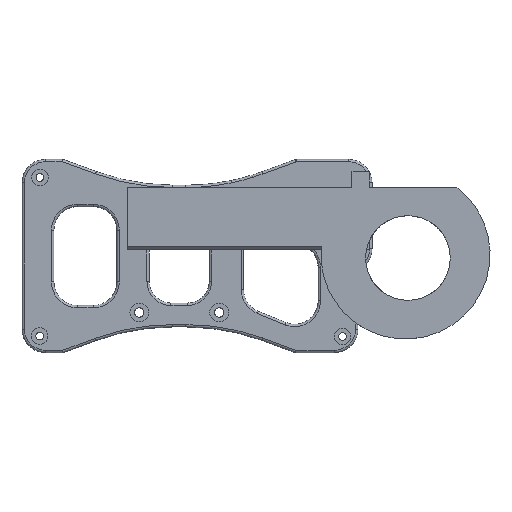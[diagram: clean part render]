
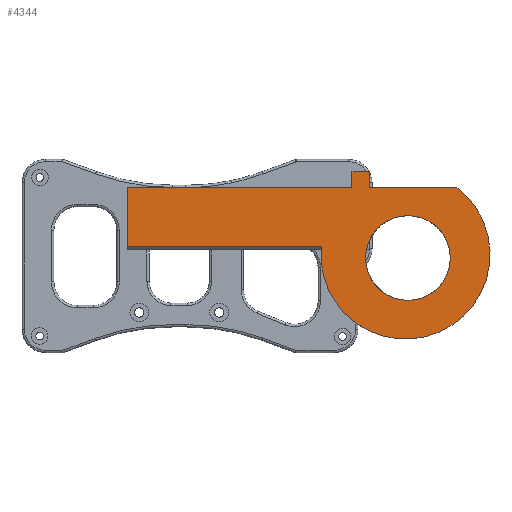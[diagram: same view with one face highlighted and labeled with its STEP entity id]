
A CAD part, top view. The second image highlights one B-rep face of the part: STEP entity #4344.
In plain terms, the highlighted planar face has unit normal (0, 0, 1).
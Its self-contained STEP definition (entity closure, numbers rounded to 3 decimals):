
#341=LINE('',#7439,#684);
#372=LINE('',#7501,#715);
#380=LINE('',#7516,#723);
#386=LINE('',#7539,#729);
#394=LINE('',#7568,#737);
#400=LINE('',#7578,#743);
#401=LINE('',#7579,#744);
#684=VECTOR('',#6138,10.);
#715=VECTOR('',#6189,10.);
#723=VECTOR('',#6201,10.);
#729=VECTOR('',#6229,10.);
#737=VECTOR('',#6261,10.);
#743=VECTOR('',#6269,10.);
#744=VECTOR('',#6270,10.);
#930=FACE_BOUND('',#1482,.T.);
#1173=FACE_OUTER_BOUND('',#1481,.T.);
#1481=EDGE_LOOP('',(#3875,#3876,#3877,#3878,#3879,#3880,#3881,#3882));
#1482=EDGE_LOOP('',(#3883));
#1770=CIRCLE('',#4905,36.);
#1771=CIRCLE('',#4906,18.);
#2086=VERTEX_POINT('',#7436);
#2087=VERTEX_POINT('',#7438);
#2107=VERTEX_POINT('',#7498);
#2108=VERTEX_POINT('',#7500);
#2112=VERTEX_POINT('',#7513);
#2113=VERTEX_POINT('',#7515);
#2119=VERTEX_POINT('',#7538);
#2128=VERTEX_POINT('',#7567);
#2132=VERTEX_POINT('',#7581);
#2662=EDGE_CURVE('',#2086,#2087,#341,.T.);
#2693=EDGE_CURVE('',#2108,#2107,#372,.F.);
#2701=EDGE_CURVE('',#2113,#2112,#380,.F.);
#2711=EDGE_CURVE('',#2108,#2119,#386,.T.);
#2723=EDGE_CURVE('',#2128,#2087,#394,.T.);
#2729=EDGE_CURVE('',#2107,#2113,#400,.F.);
#2730=EDGE_CURVE('',#2128,#2112,#401,.T.);
#2731=EDGE_CURVE('',#2086,#2119,#1770,.F.);
#2732=EDGE_CURVE('',#2132,#2132,#1771,.T.);
#3875=ORIENTED_EDGE('',*,*,#2711,.F.);
#3876=ORIENTED_EDGE('',*,*,#2693,.T.);
#3877=ORIENTED_EDGE('',*,*,#2729,.T.);
#3878=ORIENTED_EDGE('',*,*,#2701,.T.);
#3879=ORIENTED_EDGE('',*,*,#2730,.F.);
#3880=ORIENTED_EDGE('',*,*,#2723,.T.);
#3881=ORIENTED_EDGE('',*,*,#2662,.F.);
#3882=ORIENTED_EDGE('',*,*,#2731,.T.);
#3883=ORIENTED_EDGE('',*,*,#2732,.T.);
#4082=PLANE('',#4904);
#4344=ADVANCED_FACE('',(#1173,#930),#4082,.F.);
#4904=AXIS2_PLACEMENT_3D('',#7577,#6267,#6268);
#4905=AXIS2_PLACEMENT_3D('',#7580,#6271,#6272);
#4906=AXIS2_PLACEMENT_3D('',#7582,#6273,#6274);
#6138=DIRECTION('',(1.,0.,0.));
#6189=DIRECTION('',(0.,1.,0.));
#6201=DIRECTION('',(0.,-1.,0.));
#6229=DIRECTION('',(-1.,-0.001,0.));
#6261=DIRECTION('',(0.,1.,0.));
#6267=DIRECTION('center_axis',(0.,0.,
-1.));
#6268=DIRECTION('ref_axis',(-1.,0.,0.));
#6269=DIRECTION('',(-1.,0.,0.));
#6270=DIRECTION('',(-1.,-0.001,0.));
#6271=DIRECTION('center_axis',(0.,0.,
-1.));
#6272=DIRECTION('ref_axis',(-1.,0.,0.));
#6273=DIRECTION('center_axis',(0.,0.,
-1.));
#6274=DIRECTION('ref_axis',(-1.,0.,0.));
#7436=CARTESIAN_POINT('',(-83.135,64.939,41.6));
#7438=CARTESIAN_POINT('',(-0.954,64.939,41.6));
#7439=CARTESIAN_POINT('',(6.955,64.939,41.6));
#7498=CARTESIAN_POINT('',(-103.837,33.21,41.6));
#7500=CARTESIAN_POINT('',(-103.837,39.953,41.6));
#7501=CARTESIAN_POINT('',(-103.837,41.49,41.6));
#7513=CARTESIAN_POINT('',(-96.221,39.962,41.6));
#7515=CARTESIAN_POINT('',(-96.221,33.21,41.6));
#7516=CARTESIAN_POINT('',(-96.221,56.433,41.6));
#7538=CARTESIAN_POINT('',(-140.872,39.906,41.6));
#7539=CARTESIAN_POINT('',(-96.069,39.962,41.6));
#7567=CARTESIAN_POINT('',(-0.954,40.081,41.6));
#7568=CARTESIAN_POINT('',(-0.954,53.626,41.6));
#7577=CARTESIAN_POINT('Origin',(-99.479,49.77,41.6));
#7578=CARTESIAN_POINT('',(-97.3,33.21,41.6));
#7579=CARTESIAN_POINT('',(-96.069,39.962,41.6));
#7580=CARTESIAN_POINT('Origin',(-118.961,68.471,41.6));
#7581=CARTESIAN_POINT('',(-101.999,69.985,41.6));
#7582=CARTESIAN_POINT('Origin',(-119.999,69.985,41.6));
